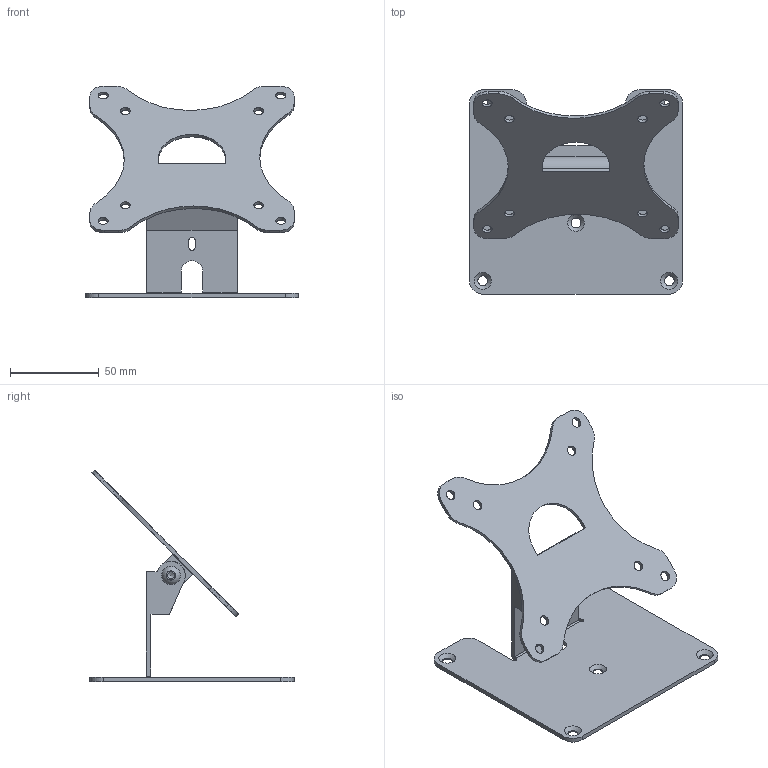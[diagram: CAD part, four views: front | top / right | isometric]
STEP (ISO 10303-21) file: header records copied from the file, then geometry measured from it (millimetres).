
FILE_DESCRIPTION(/* description */ (''),/* implementation_level */ '2;1');
FILE_NAME(/* name */ 'vb_vesa_mnt_ats.stp',/* time_stamp */ '2022-06-16T14:53:03-04:00',/* author */ ('NickC'),/* organization */ (''),/* preprocessor_version */ 'ST-DEVELOPER v17',/* originating_system */ 'Autodesk Inventor 2019',/* authorisation */ '');
FILE_SCHEMA (('AUTOMOTIVE_DESIGN { 1 0 10303 214 3 1 1 }'));
Length unit declared in the file: inch
Products named in the file (1): Part14
Bounding box: 120 x 115 x 119.31 mm (x, y, z)
Volume: 75374.5 mm3; surface area: 51643.1 mm2
Topology: 1 solids, 1 shells, 139 faces, 401 edges, 266 vertices
Faces by surface type: plane 77, cylinder 53, cone 7, sphere 2
Full cylindrical faces by diameter (mm): 5.5 x13, 10.5 x2
Entity records: 4744 total; most frequent: DIRECTION 845, CARTESIAN_POINT 809, ORIENTED_EDGE 802, EDGE_CURVE 401, AXIS2_PLACEMENT_3D 304, VERTEX_POINT 268, LINE 237, VECTOR 237
